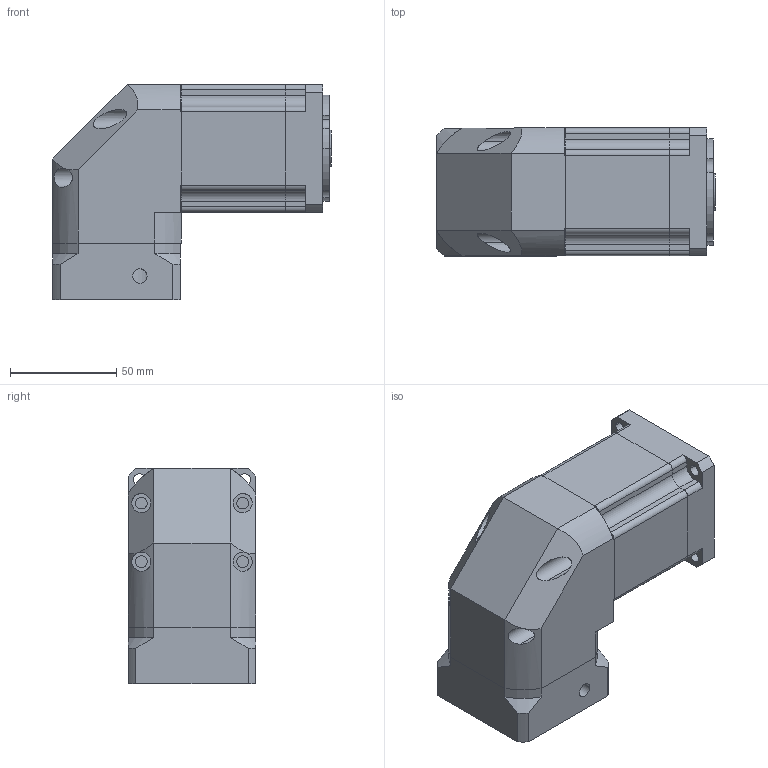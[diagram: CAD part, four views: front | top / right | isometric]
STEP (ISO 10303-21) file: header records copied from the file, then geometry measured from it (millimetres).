
FILE_DESCRIPTION (( 'STEP AP214' ), '1' );
FILE_NAME ('LRXZK60-L2.STEP', '2021-12-14T02:59:43', ( 'PC' ), ( '' ), 'SwSTEP 2.0', 'SolidWorks 2018', '' );
FILE_SCHEMA (( 'AUTOMOTIVE_DESIGN' ));
Length unit declared in the file: millimetre
Products named in the file (5): 怀堤傷-K10; 输入端; 眊极; LRXZK60-L2; 齿圈_L2
Assembly tree (4 placements, depth 2):
  LRXZK60-L2
    眊极
    输入端
    怀堤傷-K10
    齿圈_L2
Bounding box: 131 x 60 x 101 mm (x, y, z)
Volume: 457641.2 mm3; surface area: 90025.6 mm2
Topology: 4 solids, 4 shells, 314 faces, 843 edges, 550 vertices
Faces by surface type: cylinder 173, plane 129, cone 12
Entity records: 10583 total; most frequent: CARTESIAN_POINT 2054, DIRECTION 1819, ORIENTED_EDGE 1670, EDGE_CURVE 835, AXIS2_PLACEMENT_3D 687, VERTEX_POINT 550, VECTOR 445, LINE 445
